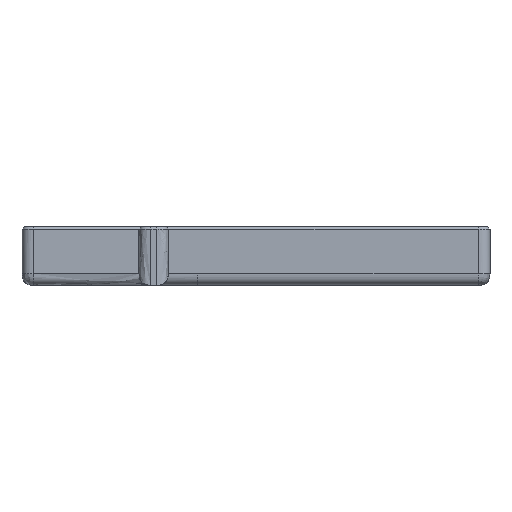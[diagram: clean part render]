
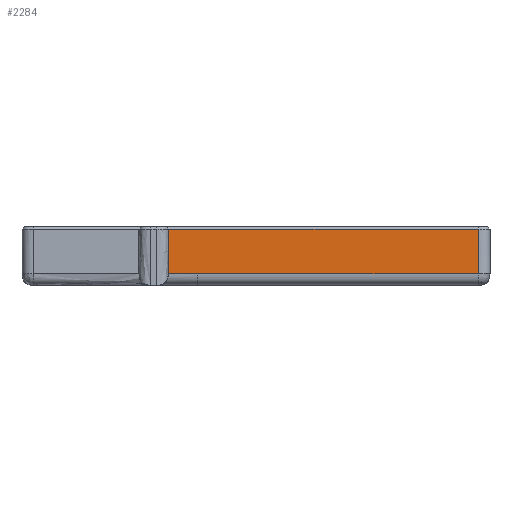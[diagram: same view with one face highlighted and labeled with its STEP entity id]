
A CAD part, left-side view. The second image highlights one B-rep face of the part: STEP entity #2284.
In plain terms, the highlighted planar face has unit normal (-1, 0, 0).
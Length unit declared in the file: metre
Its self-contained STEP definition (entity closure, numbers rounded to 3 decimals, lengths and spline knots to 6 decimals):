
#130=B_SPLINE_CURVE_WITH_KNOTS('',3,(#3499,#3500,#3501,#3502),
 .UNSPECIFIED.,.F.,.F.,(4,4),(0.,0.95),.UNSPECIFIED.);
#131=B_SPLINE_CURVE_WITH_KNOTS('',3,(#3507,#3508,#3509,#3510),
 .UNSPECIFIED.,.F.,.F.,(4,4),(0.05,1.),.UNSPECIFIED.);
#132=B_SPLINE_CURVE_WITH_KNOTS('',3,(#3512,#3513,#3514,#3515),
 .UNSPECIFIED.,.F.,.F.,(4,4),(0.,1.),.UNSPECIFIED.);
#133=B_SPLINE_CURVE_WITH_KNOTS('',3,(#3517,#3518,#3519,#3520),
 .UNSPECIFIED.,.F.,.F.,(4,4),(0.,1.),.UNSPECIFIED.);
#293=LINE('',#3505,#383);
#383=VECTOR('',#2795,1.);
#450=PLANE('',#2492);
#688=ORIENTED_EDGE('',*,*,#1298,.T.);
#689=ORIENTED_EDGE('',*,*,#1299,.T.);
#690=ORIENTED_EDGE('',*,*,#1300,.T.);
#691=ORIENTED_EDGE('',*,*,#1301,.T.);
#692=ORIENTED_EDGE('',*,*,#1302,.T.);
#1298=EDGE_CURVE('',#1615,#1616,#130,.T.);
#1299=EDGE_CURVE('',#1616,#1617,#293,.T.);
#1300=EDGE_CURVE('',#1617,#1618,#131,.T.);
#1301=EDGE_CURVE('',#1618,#1619,#132,.T.);
#1302=EDGE_CURVE('',#1619,#1615,#133,.T.);
#1615=VERTEX_POINT('',#3503);
#1616=VERTEX_POINT('',#3504);
#1617=VERTEX_POINT('',#3506);
#1618=VERTEX_POINT('',#3511);
#1619=VERTEX_POINT('',#3516);
#1858=EDGE_LOOP('',(#688,#689,#690,#691,#692));
#2067=FACE_BOUND('',#1858,.T.);
#2284=ADVANCED_FACE('',(#2067),#450,.T.);
#2492=AXIS2_PLACEMENT_3D('',#3498,#2793,#2794);
#2793=DIRECTION('',(-1.,0.,0.));
#2794=DIRECTION('',(0.,1.,0.));
#2795=DIRECTION('',(0.,1.,0.));
#3498=CARTESIAN_POINT('',(0.050339,-0.055,-0.01));
#3499=CARTESIAN_POINT('',(0.050339,-0.078,-0.008));
#3500=CARTESIAN_POINT('',(0.050339,-0.078,-0.005467));
#3501=CARTESIAN_POINT('',(0.050339,-0.078,-0.002933));
#3502=CARTESIAN_POINT('',(0.050339,-0.078,-0.0004));
#3503=CARTESIAN_POINT('',(0.050339,-0.078,-0.008));
#3504=CARTESIAN_POINT('',(0.050339,-0.078,-0.0004));
#3505=CARTESIAN_POINT('',(0.050339,-0.022,-0.0004));
#3506=CARTESIAN_POINT('',(0.050339,-0.022,-0.0004));
#3507=CARTESIAN_POINT('',(0.050339,-0.022,-0.0004));
#3508=CARTESIAN_POINT('',(0.050339,-0.022,-0.002933));
#3509=CARTESIAN_POINT('',(0.050339,-0.022,-0.005467));
#3510=CARTESIAN_POINT('',(0.050339,-0.022,-0.008));
#3511=CARTESIAN_POINT('',(0.050339,-0.022,-0.008));
#3512=CARTESIAN_POINT('',(0.050339,-0.022,-0.008));
#3513=CARTESIAN_POINT('',(0.050339,-0.024667,-0.008));
#3514=CARTESIAN_POINT('',(0.050339,-0.027333,-0.008));
#3515=CARTESIAN_POINT('',(0.050339,-0.03,-0.008));
#3516=CARTESIAN_POINT('',(0.050339,-0.03,-0.008));
#3517=CARTESIAN_POINT('',(0.050339,-0.03,-0.008));
#3518=CARTESIAN_POINT('',(0.050339,-0.046,-0.008));
#3519=CARTESIAN_POINT('',(0.050339,-0.062,-0.008));
#3520=CARTESIAN_POINT('',(0.050339,-0.078,-0.008));
